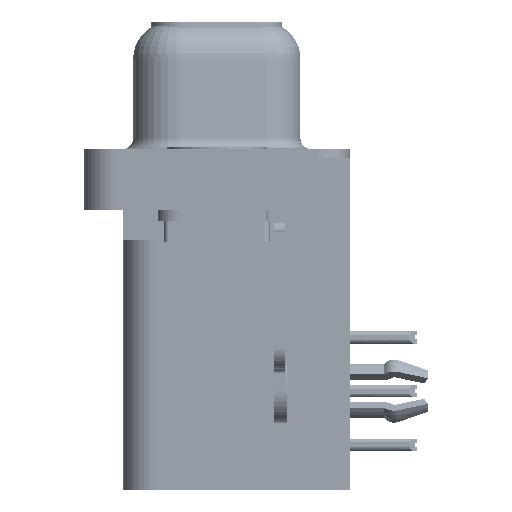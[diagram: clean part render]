
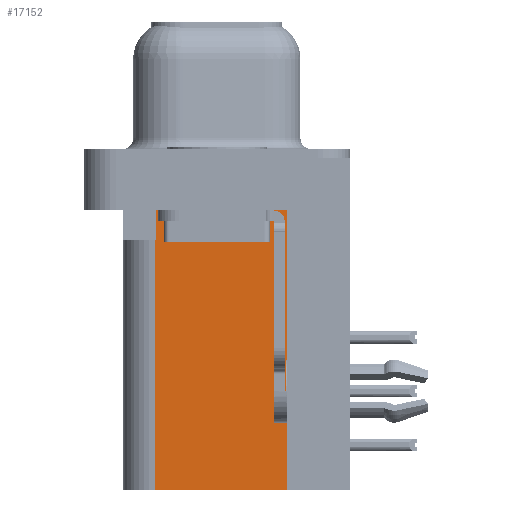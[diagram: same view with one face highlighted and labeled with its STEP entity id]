
A CAD part, left-side view. The second image highlights one B-rep face of the part: STEP entity #17152.
In plain terms, the highlighted planar face has unit normal (-1, 0, 0).
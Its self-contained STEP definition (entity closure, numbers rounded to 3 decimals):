
#756 = DIRECTION ( 'NONE',  ( 0., 1., 0. ) ) ;
#3438 = DIRECTION ( 'NONE',  ( 0., 1., 0. ) ) ;
#3576 = LINE ( 'NONE', #40106, #45690 ) ;
#3703 = DIRECTION ( 'NONE',  ( 0., 0., 1. ) ) ;
#4403 = CARTESIAN_POINT ( 'NONE',  ( 3.79, -3.295, -15.7 ) ) ;
#4526 = LINE ( 'NONE', #36724, #26147 ) ;
#5292 = DIRECTION ( 'NONE',  ( 0., 0., -1. ) ) ;
#5612 = CARTESIAN_POINT ( 'NONE',  ( 3.79, -3.295, -15.7 ) ) ;
#8115 = DIRECTION ( 'NONE',  ( 0., 1., 0. ) ) ;
#8230 = VECTOR ( 'NONE', #756, 1000. ) ;
#9672 = PLANE ( 'NONE',  #17379 ) ;
#10601 = CARTESIAN_POINT ( 'NONE',  ( 3.79, 2.925, -15.7 ) ) ;
#12289 = VERTEX_POINT ( 'NONE', #4403 ) ;
#13518 = CARTESIAN_POINT ( 'NONE',  ( 3.79, 2.895, -3.9 ) ) ;
#14326 = EDGE_CURVE ( 'NONE', #12289, #24168, #27195, .T. ) ;
#16279 = ORIENTED_EDGE ( 'NONE', *, *, #19132, .F. ) ;
#16354 = VECTOR ( 'NONE', #28516, 1000. ) ;
#17152 = ADVANCED_FACE ( 'NONE', ( #17720 ), #9672, .F. ) ;
#17379 = AXIS2_PLACEMENT_3D ( 'NONE', #5612, #46175, #21683 ) ;
#17720 = FACE_OUTER_BOUND ( 'NONE', #41442, .T. ) ;
#18785 = ORIENTED_EDGE ( 'NONE', *, *, #14326, .T. ) ;
#19132 = EDGE_CURVE ( 'NONE', #51382, #26071, #3576, .T. ) ;
#19327 = VECTOR ( 'NONE', #3438, 1000. ) ;
#20494 = EDGE_CURVE ( 'NONE', #24168, #29377, #20587, .T. ) ;
#20587 = LINE ( 'NONE', #23720, #19327 ) ;
#21613 = CARTESIAN_POINT ( 'NONE',  ( 3.79, 2.895, -3.9 ) ) ;
#21683 = DIRECTION ( 'NONE',  ( 0., 0., -1. ) ) ;
#22647 = VECTOR ( 'NONE', #5292, 1000. ) ;
#23720 = CARTESIAN_POINT ( 'NONE',  ( 3.79, -3.295, -2.5 ) ) ;
#23906 = LINE ( 'NONE', #21613, #22647 ) ;
#24168 = VERTEX_POINT ( 'NONE', #43743 ) ;
#24427 = CARTESIAN_POINT ( 'NONE',  ( 3.79, -3.295, -15.7 ) ) ;
#25011 = ORIENTED_EDGE ( 'NONE', *, *, #20494, .T. ) ;
#25105 = CARTESIAN_POINT ( 'NONE',  ( 3.79, -3.295, -15.7 ) ) ;
#26071 = VERTEX_POINT ( 'NONE', #38982 ) ;
#26147 = VECTOR ( 'NONE', #8115, 1000. ) ;
#26294 = ORIENTED_EDGE ( 'NONE', *, *, #39972, .T. ) ;
#27195 = LINE ( 'NONE', #24427, #16354 ) ;
#28516 = DIRECTION ( 'NONE',  ( 0., 0., 1. ) ) ;
#29377 = VERTEX_POINT ( 'NONE', #32761 ) ;
#32761 = CARTESIAN_POINT ( 'NONE',  ( 3.79, 2.895, -2.5 ) ) ;
#33158 = ORIENTED_EDGE ( 'NONE', *, *, #47171, .F. ) ;
#36724 = CARTESIAN_POINT ( 'NONE',  ( 3.79, 0., -3.9 ) ) ;
#38982 = CARTESIAN_POINT ( 'NONE',  ( 3.79, 2.925, -3.9 ) ) ;
#39972 = EDGE_CURVE ( 'NONE', #29377, #45652, #23906, .T. ) ;
#40106 = CARTESIAN_POINT ( 'NONE',  ( 3.79, 2.925, -15.7 ) ) ;
#41442 = EDGE_LOOP ( 'NONE', ( #25011, #26294, #49385, #16279, #33158, #18785 ) ) ;
#43743 = CARTESIAN_POINT ( 'NONE',  ( 3.79, -3.295, -2.5 ) ) ;
#44164 = EDGE_CURVE ( 'NONE', #45652, #26071, #4526, .T. ) ;
#45652 = VERTEX_POINT ( 'NONE', #13518 ) ;
#45690 = VECTOR ( 'NONE', #3703, 1000. ) ;
#46175 = DIRECTION ( 'NONE',  ( 1., 0., 0. ) ) ;
#47171 = EDGE_CURVE ( 'NONE', #12289, #51382, #47805, .T. ) ;
#47805 = LINE ( 'NONE', #25105, #8230 ) ;
#49385 = ORIENTED_EDGE ( 'NONE', *, *, #44164, .T. ) ;
#51382 = VERTEX_POINT ( 'NONE', #10601 ) ;
